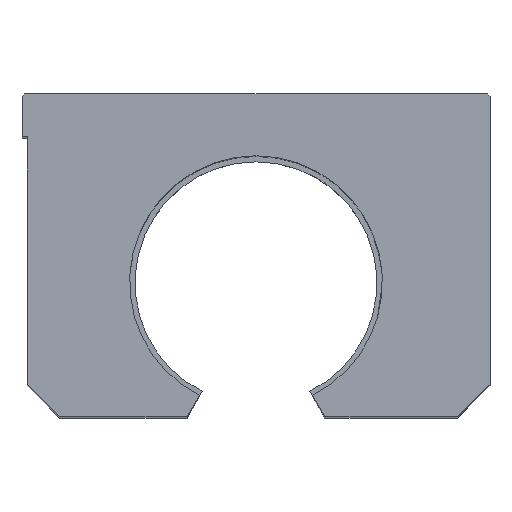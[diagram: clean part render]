
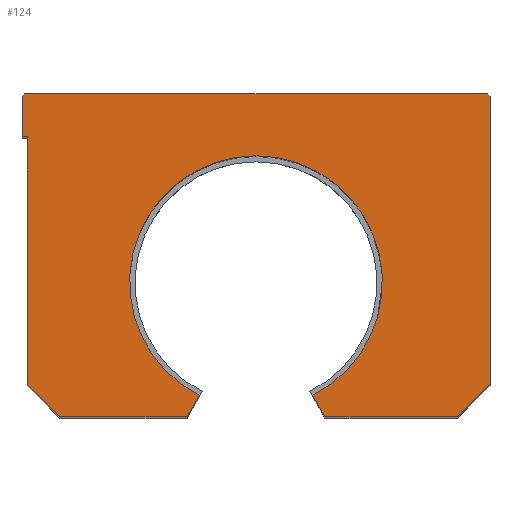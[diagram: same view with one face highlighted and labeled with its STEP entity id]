
A CAD part, top view. The second image highlights one B-rep face of the part: STEP entity #124.
In plain terms, the highlighted planar face has unit normal (0, 0, 1).
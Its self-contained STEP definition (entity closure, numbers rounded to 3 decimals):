
#124 = ADVANCED_FACE( '', ( #274 ), #275, .T. );
#274 = FACE_OUTER_BOUND( '', #479, .T. );
#275 = PLANE( '', #480 );
#479 = EDGE_LOOP( '', ( #937, #938, #939, #940, #941, #942, #943, #944, #945, #946, #947, #948, #949, #950, #951 ) );
#480 = AXIS2_PLACEMENT_3D( '', #952, #953, #954 );
#937 = ORIENTED_EDGE( '', *, *, #1439, .T. );
#938 = ORIENTED_EDGE( '', *, *, #1455, .F. );
#939 = ORIENTED_EDGE( '', *, *, #1456, .F. );
#940 = ORIENTED_EDGE( '', *, *, #1457, .F. );
#941 = ORIENTED_EDGE( '', *, *, #1458, .F. );
#942 = ORIENTED_EDGE( '', *, *, #1459, .F. );
#943 = ORIENTED_EDGE( '', *, *, #1460, .F. );
#944 = ORIENTED_EDGE( '', *, *, #1461, .F. );
#945 = ORIENTED_EDGE( '', *, *, #1462, .F. );
#946 = ORIENTED_EDGE( '', *, *, #1463, .F. );
#947 = ORIENTED_EDGE( '', *, *, #1464, .F. );
#948 = ORIENTED_EDGE( '', *, *, #1465, .F. );
#949 = ORIENTED_EDGE( '', *, *, #1450, .T. );
#950 = ORIENTED_EDGE( '', *, *, #1353, .T. );
#951 = ORIENTED_EDGE( '', *, *, #1454, .T. );
#952 = CARTESIAN_POINT( '', ( 0., 0., 152. ) );
#953 = DIRECTION( '', ( 0., 0., 1. ) );
#954 = DIRECTION( '', ( 1., 0., 0. ) );
#1353 = EDGE_CURVE( '', #1616, #1613, #1617, .T. );
#1439 = EDGE_CURVE( '', #1758, #1755, #1759, .T. );
#1450 = EDGE_CURVE( '', #1772, #1616, #1777, .T. );
#1454 = EDGE_CURVE( '', #1613, #1758, #1781, .T. );
#1455 = EDGE_CURVE( '', #1782, #1755, #1783, .T. );
#1456 = EDGE_CURVE( '', #1784, #1782, #1785, .T. );
#1457 = EDGE_CURVE( '', #1786, #1784, #1787, .T. );
#1458 = EDGE_CURVE( '', #1788, #1786, #1789, .T. );
#1459 = EDGE_CURVE( '', #1790, #1788, #1791, .T. );
#1460 = EDGE_CURVE( '', #1792, #1790, #1793, .T. );
#1461 = EDGE_CURVE( '', #1794, #1792, #1795, .T. );
#1462 = EDGE_CURVE( '', #1796, #1794, #1797, .T. );
#1463 = EDGE_CURVE( '', #1798, #1796, #1799, .T. );
#1464 = EDGE_CURVE( '', #1800, #1798, #1801, .T. );
#1465 = EDGE_CURVE( '', #1772, #1800, #1802, .T. );
#1613 = VERTEX_POINT( '', #2080 );
#1616 = VERTEX_POINT( '', #2084 );
#1617 = CIRCLE( '', #2085, 23.5 );
#1755 = VERTEX_POINT( '', #2380 );
#1758 = VERTEX_POINT( '', #2384 );
#1759 = LINE( '', #2385, #2386 );
#1772 = VERTEX_POINT( '', #2405 );
#1777 = LINE( '', #2414, #2415 );
#1781 = CIRCLE( '', #2419, 23.5 );
#1782 = VERTEX_POINT( '', #2420 );
#1783 = LINE( '', #2421, #2422 );
#1784 = VERTEX_POINT( '', #2423 );
#1785 = LINE( '', #2424, #2425 );
#1786 = VERTEX_POINT( '', #2426 );
#1787 = LINE( '', #2427, #2428 );
#1788 = VERTEX_POINT( '', #2429 );
#1789 = LINE( '', #2430, #2431 );
#1790 = VERTEX_POINT( '', #2432 );
#1791 = LINE( '', #2433, #2434 );
#1792 = VERTEX_POINT( '', #2435 );
#1793 = LINE( '', #2436, #2437 );
#1794 = VERTEX_POINT( '', #2438 );
#1795 = LINE( '', #2439, #2440 );
#1796 = VERTEX_POINT( '', #2441 );
#1797 = LINE( '', #2442, #2443 );
#1798 = VERTEX_POINT( '', #2444 );
#1799 = LINE( '', #2445, #2446 );
#1800 = VERTEX_POINT( '', #2447 );
#1801 = LINE( '', #2448, #2449 );
#1802 = LINE( '', #2450, #2451 );
#2080 = CARTESIAN_POINT( '', ( 0., 48.5, 152. ) );
#2084 = CARTESIAN_POINT( '', ( -10.5, 3.976, 152. ) );
#2085 = AXIS2_PLACEMENT_3D( '', #2719, #2720, #2721 );
#2380 = CARTESIAN_POINT( '', ( 12.796, 0., 152. ) );
#2384 = CARTESIAN_POINT( '', ( 10.5, 3.976, 152. ) );
#2385 = CARTESIAN_POINT( '', ( 11.485, 2.27, 152. ) );
#2386 = VECTOR( '', #2897, 1. );
#2405 = CARTESIAN_POINT( '', ( -12.796, 0., 152. ) );
#2414 = CARTESIAN_POINT( '', ( -4.798, 13.852, 152. ) );
#2415 = VECTOR( '', #2908, 1. );
#2419 = AXIS2_PLACEMENT_3D( '', #2918, #2919, #2920 );
#2420 = CARTESIAN_POINT( '', ( 37.5, 0., 152. ) );
#2421 = CARTESIAN_POINT( '', ( -36.5, 0., 152. ) );
#2422 = VECTOR( '', #2921, 1. );
#2423 = CARTESIAN_POINT( '', ( 43.5, 6., 152. ) );
#2424 = CARTESIAN_POINT( '', ( 37.5, 0., 152. ) );
#2425 = VECTOR( '', #2922, 1. );
#2426 = CARTESIAN_POINT( '', ( 43.5, 59.5, 152. ) );
#2427 = CARTESIAN_POINT( '', ( 43.5, 6., 152. ) );
#2428 = VECTOR( '', #2923, 1. );
#2429 = CARTESIAN_POINT( '', ( 43., 60., 152. ) );
#2430 = CARTESIAN_POINT( '', ( 43.5, 59.5, 152. ) );
#2431 = VECTOR( '', #2924, 1. );
#2432 = CARTESIAN_POINT( '', ( -43., 60., 152. ) );
#2433 = CARTESIAN_POINT( '', ( 43., 60., 152. ) );
#2434 = VECTOR( '', #2925, 1. );
#2435 = CARTESIAN_POINT( '', ( -43.5, 59.5, 152. ) );
#2436 = CARTESIAN_POINT( '', ( -43., 60., 152. ) );
#2437 = VECTOR( '', #2926, 1. );
#2438 = CARTESIAN_POINT( '', ( -43.5, 52., 152. ) );
#2439 = CARTESIAN_POINT( '', ( -43.5, 59.5, 152. ) );
#2440 = VECTOR( '', #2927, 1. );
#2441 = CARTESIAN_POINT( '', ( -42.5, 52., 152. ) );
#2442 = CARTESIAN_POINT( '', ( -43.5, 52., 152. ) );
#2443 = VECTOR( '', #2928, 1. );
#2444 = CARTESIAN_POINT( '', ( -42.5, 6., 152. ) );
#2445 = CARTESIAN_POINT( '', ( -42.5, 52., 152. ) );
#2446 = VECTOR( '', #2929, 1. );
#2447 = CARTESIAN_POINT( '', ( -36.5, 0., 152. ) );
#2448 = CARTESIAN_POINT( '', ( -42.5, 6., 152. ) );
#2449 = VECTOR( '', #2930, 1. );
#2450 = CARTESIAN_POINT( '', ( -36.5, 0., 152. ) );
#2451 = VECTOR( '', #2931, 1. );
#2719 = CARTESIAN_POINT( '', ( 0., 25., 152. ) );
#2720 = DIRECTION( '', ( 0., 0., -1. ) );
#2721 = DIRECTION( '', ( 0., 1., 0. ) );
#2897 = DIRECTION( '', ( 0.5, -0.866, 0. ) );
#2908 = DIRECTION( '', ( 0.5, 0.866, 0. ) );
#2918 = CARTESIAN_POINT( '', ( 0., 25., 152. ) );
#2919 = DIRECTION( '', ( 0., 0., -1. ) );
#2920 = DIRECTION( '', ( 0., 1., 0. ) );
#2921 = DIRECTION( '', ( -1., 0., 0. ) );
#2922 = DIRECTION( '', ( -0.707, -0.707, 0. ) );
#2923 = DIRECTION( '', ( 0., -1., 0. ) );
#2924 = DIRECTION( '', ( 0.707, -0.707, 0. ) );
#2925 = DIRECTION( '', ( 1., 0., 0. ) );
#2926 = DIRECTION( '', ( 0.707, 0.707, 0. ) );
#2927 = DIRECTION( '', ( 0., 1., 0. ) );
#2928 = DIRECTION( '', ( -1., 0., 0. ) );
#2929 = DIRECTION( '', ( 0., 1., 0. ) );
#2930 = DIRECTION( '', ( -0.707, 0.707, 0. ) );
#2931 = DIRECTION( '', ( -1., 0., 0. ) );
